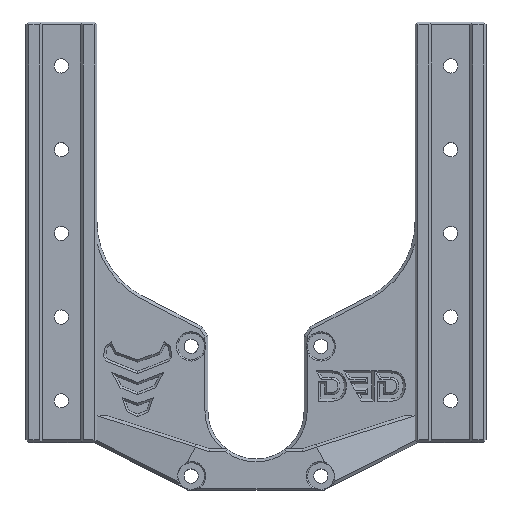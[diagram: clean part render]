
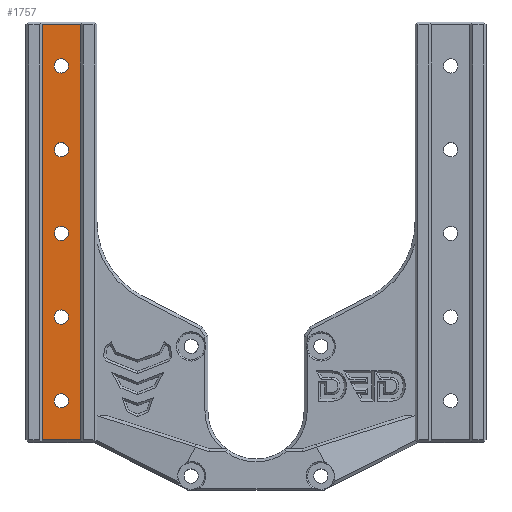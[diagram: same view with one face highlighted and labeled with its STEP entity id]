
A CAD part, top view. The second image highlights one B-rep face of the part: STEP entity #1757.
In plain terms, the highlighted planar face has unit normal (0, 0, 1).
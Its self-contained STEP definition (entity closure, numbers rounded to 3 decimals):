
#71=CARTESIAN_POINT('',(74.3,149.014,12.386));
#72=VERTEX_POINT('',#71);
#96=CARTESIAN_POINT('',(74.3,147.314,12.386));
#97=DIRECTION('',(0.,-0.,-1.));
#98=DIRECTION('',(0.,1.,-0.));
#99=AXIS2_PLACEMENT_3D('',#96,#97,#98);
#100=CIRCLE('',#99,1.7);
#101=EDGE_CURVE('',#72,#72,#100,.T.);
#203=CARTESIAN_POINT('',(74.3,129.014,12.386));
#204=VERTEX_POINT('',#203);
#228=CARTESIAN_POINT('',(74.3,127.314,12.386));
#229=DIRECTION('',(0.,-0.,-1.));
#230=DIRECTION('',(0.,1.,-0.));
#231=AXIS2_PLACEMENT_3D('',#228,#229,#230);
#232=CIRCLE('',#231,1.7);
#233=EDGE_CURVE('',#204,#204,#232,.T.);
#335=CARTESIAN_POINT('',(74.3,109.014,12.386));
#336=VERTEX_POINT('',#335);
#360=CARTESIAN_POINT('',(74.3,107.314,12.386));
#361=DIRECTION('',(0.,-0.,-1.));
#362=DIRECTION('',(0.,1.,-0.));
#363=AXIS2_PLACEMENT_3D('',#360,#361,#362);
#364=CIRCLE('',#363,1.7);
#365=EDGE_CURVE('',#336,#336,#364,.T.);
#472=CARTESIAN_POINT('',(74.3,89.014,12.386));
#473=VERTEX_POINT('',#472);
#497=CARTESIAN_POINT('',(74.3,87.314,12.386));
#498=DIRECTION('',(0.,-0.,-1.));
#499=DIRECTION('',(0.,1.,-0.));
#500=AXIS2_PLACEMENT_3D('',#497,#498,#499);
#501=CIRCLE('',#500,1.7);
#502=EDGE_CURVE('',#473,#473,#501,.T.);
#1695=CARTESIAN_POINT('',(-464.,-22.,12.386));
#1696=DIRECTION('',(0.,-0.,-1.));
#1697=DIRECTION('',(-1.,0.,0.));
#1698=AXIS2_PLACEMENT_3D('',#1695,#1696,#1697);
#1699=PLANE('',#1698);
#1700=ORIENTED_EDGE('',*,*,#101,.T.);
#1701=EDGE_LOOP('',(#1700));
#1702=FACE_BOUND('',#1701,.T.);
#1703=ORIENTED_EDGE('',*,*,#233,.T.);
#1704=EDGE_LOOP('',(#1703));
#1705=FACE_BOUND('',#1704,.T.);
#1706=ORIENTED_EDGE('',*,*,#365,.T.);
#1707=EDGE_LOOP('',(#1706));
#1708=FACE_BOUND('',#1707,.T.);
#1709=ORIENTED_EDGE('',*,*,#502,.T.);
#1710=EDGE_LOOP('',(#1709));
#1711=FACE_BOUND('',#1710,.T.);
#1712=CARTESIAN_POINT('',(69.75,58.014,12.386));
#1713=VERTEX_POINT('',#1712);
#1714=CARTESIAN_POINT('',(69.75,157.114,12.386));
#1715=VERTEX_POINT('',#1714);
#1716=CARTESIAN_POINT('',(69.75,58.014,12.386));
#1717=DIRECTION('',(0.,1.,-0.));
#1718=VECTOR('',#1717,99.1);
#1719=LINE('',#1716,#1718);
#1720=EDGE_CURVE('',#1713,#1715,#1719,.T.);
#1721=ORIENTED_EDGE('',*,*,#1720,.F.);
#1722=CARTESIAN_POINT('',(78.85,58.014,12.386));
#1723=VERTEX_POINT('',#1722);
#1724=CARTESIAN_POINT('',(69.75,58.014,12.386));
#1725=DIRECTION('',(1.,-0.,0.));
#1726=VECTOR('',#1725,9.1);
#1727=LINE('',#1724,#1726);
#1728=EDGE_CURVE('',#1713,#1723,#1727,.T.);
#1729=ORIENTED_EDGE('',*,*,#1728,.T.);
#1730=CARTESIAN_POINT('',(78.85,157.114,12.386));
#1731=VERTEX_POINT('',#1730);
#1732=CARTESIAN_POINT('',(78.85,157.114,12.386));
#1733=DIRECTION('',(0.,-1.,0.));
#1734=VECTOR('',#1733,99.1);
#1735=LINE('',#1732,#1734);
#1736=EDGE_CURVE('',#1731,#1723,#1735,.T.);
#1737=ORIENTED_EDGE('',*,*,#1736,.F.);
#1738=CARTESIAN_POINT('',(78.85,157.114,12.386));
#1739=DIRECTION('',(-1.,0.,0.));
#1740=VECTOR('',#1739,9.1);
#1741=LINE('',#1738,#1740);
#1742=EDGE_CURVE('',#1731,#1715,#1741,.T.);
#1743=ORIENTED_EDGE('',*,*,#1742,.T.);
#1744=EDGE_LOOP('',(#1721,#1729,#1737,#1743));
#1745=FACE_BOUND('',#1744,.T.);
#1746=CARTESIAN_POINT('',(74.3,69.014,12.386));
#1747=VERTEX_POINT('',#1746);
#1748=CARTESIAN_POINT('',(74.3,67.314,12.386));
#1749=DIRECTION('',(0.,-0.,-1.));
#1750=DIRECTION('',(0.,1.,-0.));
#1751=AXIS2_PLACEMENT_3D('',#1748,#1749,#1750);
#1752=CIRCLE('',#1751,1.7);
#1753=EDGE_CURVE('',#1747,#1747,#1752,.T.);
#1754=ORIENTED_EDGE('',*,*,#1753,.T.);
#1755=EDGE_LOOP('',(#1754));
#1756=FACE_BOUND('',#1755,.T.);
#1757=ADVANCED_FACE('',(#1702,#1705,#1708,#1711,#1745,#1756),#1699,.F.);
